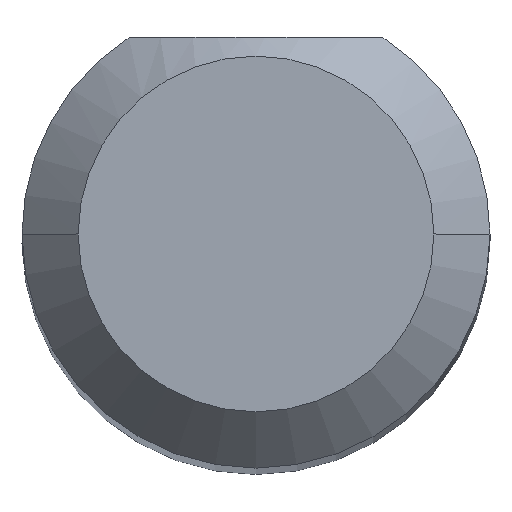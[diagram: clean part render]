
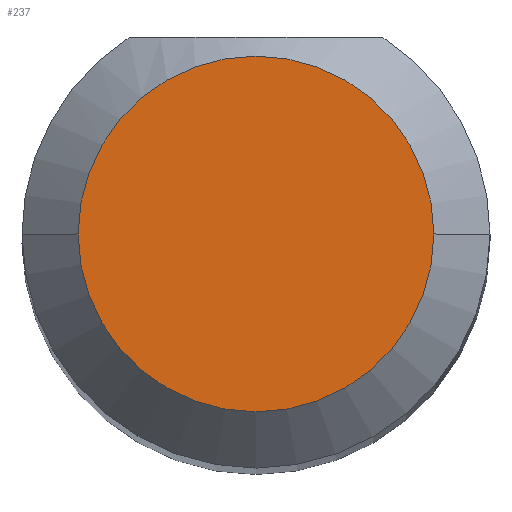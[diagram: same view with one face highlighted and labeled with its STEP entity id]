
A CAD part, top view. The second image highlights one B-rep face of the part: STEP entity #237.
In plain terms, the highlighted planar face has unit normal (0, 0, 1).
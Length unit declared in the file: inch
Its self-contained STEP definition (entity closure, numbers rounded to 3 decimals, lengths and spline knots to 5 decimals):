
#43 = DIRECTION ( 'NONE',  ( -1., 0., 0. ) ) ;
#71 = DIRECTION ( 'NONE',  ( -1., 0., 0. ) ) ;
#82 = EDGE_CURVE ( 'NONE', #490, #464, #485, .T. ) ;
#104 = EDGE_LOOP ( 'NONE', ( #325, #352 ) ) ;
#128 = DIRECTION ( 'NONE',  ( -1., 0., 0. ) ) ;
#142 = PLANE ( 'NONE',  #286 ) ;
#150 = CARTESIAN_POINT ( 'NONE',  ( 0.2025, 0., 1.5 ) ) ;
#165 = DIRECTION ( 'NONE',  ( 0., 0., -1. ) ) ;
#166 = AXIS2_PLACEMENT_3D ( 'NONE', #473, #171, #128 ) ;
#171 = DIRECTION ( 'NONE',  ( 0., 0., -1. ) ) ;
#237 = ADVANCED_FACE ( 'NONE', ( #540 ), #142, .T. ) ;
#277 = CIRCLE ( 'NONE', #166, 0.0475 ) ;
#286 = AXIS2_PLACEMENT_3D ( 'NONE', #320, #437, #43 ) ;
#320 = CARTESIAN_POINT ( 'NONE',  ( 0.25, 0., 1.5 ) ) ;
#325 = ORIENTED_EDGE ( 'NONE', *, *, #82, .F. ) ;
#332 = EDGE_CURVE ( 'NONE', #464, #490, #277, .T. ) ;
#352 = ORIENTED_EDGE ( 'NONE', *, *, #332, .F. ) ;
#378 = CARTESIAN_POINT ( 'NONE',  ( 0.2975, 0., 1.5 ) ) ;
#429 = CARTESIAN_POINT ( 'NONE',  ( 0.25, 0., 1.5 ) ) ;
#437 = DIRECTION ( 'NONE',  ( 0., 0., 1. ) ) ;
#464 = VERTEX_POINT ( 'NONE', #150 ) ;
#473 = CARTESIAN_POINT ( 'NONE',  ( 0.25, 0., 1.5 ) ) ;
#485 = CIRCLE ( 'NONE', #547, 0.0475 ) ;
#490 = VERTEX_POINT ( 'NONE', #378 ) ;
#540 = FACE_OUTER_BOUND ( 'NONE', #104, .T. ) ;
#547 = AXIS2_PLACEMENT_3D ( 'NONE', #429, #165, #71 ) ;
